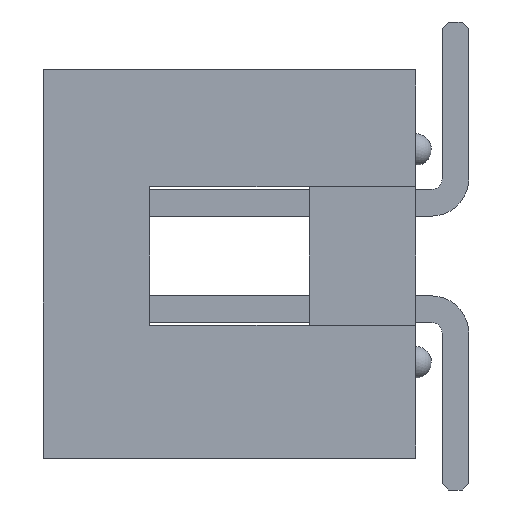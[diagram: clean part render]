
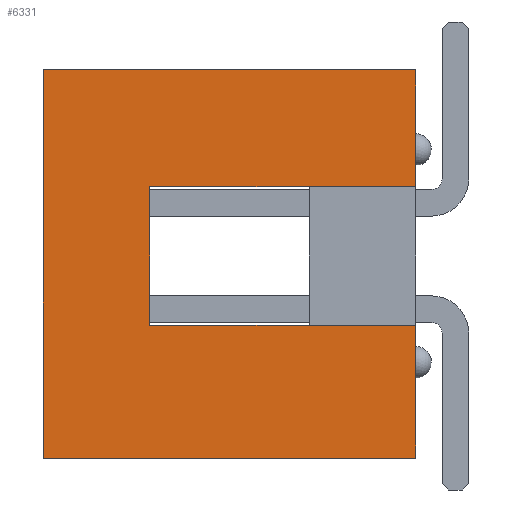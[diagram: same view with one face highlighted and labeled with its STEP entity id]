
A CAD part, left-side view. The second image highlights one B-rep face of the part: STEP entity #6331.
In plain terms, the highlighted planar face has unit normal (-1, 0, 0).
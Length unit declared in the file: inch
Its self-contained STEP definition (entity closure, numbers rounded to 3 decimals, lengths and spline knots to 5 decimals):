
#1815=ORIENTED_EDGE('',*,*,#2775,.F.);
#1816=ORIENTED_EDGE('',*,*,#2801,.F.);
#1817=ORIENTED_EDGE('',*,*,#2798,.F.);
#1818=ORIENTED_EDGE('',*,*,#2822,.F.);
#1819=ORIENTED_EDGE('',*,*,#2823,.T.);
#1820=ORIENTED_EDGE('',*,*,#2824,.T.);
#1821=ORIENTED_EDGE('',*,*,#2794,.F.);
#1822=ORIENTED_EDGE('',*,*,#2814,.F.);
#2775=EDGE_CURVE('',#3417,#3397,#4219,.T.);
#2794=EDGE_CURVE('',#3436,#3437,#4234,.T.);
#2798=EDGE_CURVE('',#3440,#3441,#4238,.T.);
#2801=EDGE_CURVE('',#3441,#3417,#4241,.T.);
#2814=EDGE_CURVE('',#3397,#3436,#4254,.T.);
#2822=EDGE_CURVE('',#3451,#3440,#4262,.T.);
#2823=EDGE_CURVE('',#3451,#3452,#4263,.T.);
#2824=EDGE_CURVE('',#3452,#3437,#4264,.T.);
#3397=VERTEX_POINT('',#10005);
#3417=VERTEX_POINT('',#10046);
#3436=VERTEX_POINT('',#10085);
#3437=VERTEX_POINT('',#10087);
#3440=VERTEX_POINT('',#10093);
#3441=VERTEX_POINT('',#10095);
#3451=VERTEX_POINT('',#10137);
#3452=VERTEX_POINT('',#10139);
#4219=LINE('',#10047,#5057);
#4234=LINE('',#10086,#5072);
#4238=LINE('',#10094,#5076);
#4241=LINE('',#10099,#5079);
#4254=LINE('',#10122,#5092);
#4262=LINE('',#10136,#5100);
#4263=LINE('',#10138,#5101);
#4264=LINE('',#10140,#5102);
#5057=VECTOR('',#8226,39.37008);
#5072=VECTOR('',#8251,39.37008);
#5076=VECTOR('',#8255,39.37008);
#5079=VECTOR('',#8260,39.37008);
#5092=VECTOR('',#8283,39.37008);
#5100=VECTOR('',#8295,39.37008);
#5101=VECTOR('',#8296,39.37008);
#5102=VECTOR('',#8297,39.37008);
#5427=EDGE_LOOP('',(#1815,#1816,#1817,#1818,#1819,#1820,#1821,#1822));
#5743=FACE_BOUND('',#5427,.T.);
#6023=PLANE('',#6763);
#6331=ADVANCED_FACE('',(#5743),#6023,.F.);
#6763=AXIS2_PLACEMENT_3D('',#10135,#8293,#8294);
#8226=DIRECTION('',(0.,0.,1.));
#8251=DIRECTION('',(0.,0.,-1.));
#8255=DIRECTION('',(0.,0.,-1.));
#8260=DIRECTION('',(0.,1.,0.));
#8283=DIRECTION('',(0.,-1.,0.));
#8293=DIRECTION('',(1.,0.,0.));
#8294=DIRECTION('',(0.,0.,-1.));
#8295=DIRECTION('',(0.,-1.,0.));
#8296=DIRECTION('',(0.,0.,1.));
#8297=DIRECTION('',(0.,-1.,0.));
#10005=CARTESIAN_POINT('',(-0.55,0.35,0.175));
#10046=CARTESIAN_POINT('',(-0.55,0.35,-0.19));
#10047=CARTESIAN_POINT('',(-0.55,0.35,-0.19));
#10085=CARTESIAN_POINT('',(-0.55,0.,0.175));
#10086=CARTESIAN_POINT('',(-0.55,0.,0.175));
#10087=CARTESIAN_POINT('',(-0.55,0.,0.065));
#10093=CARTESIAN_POINT('',(-0.55,0.,-0.065));
#10094=CARTESIAN_POINT('',(-0.55,0.,0.175));
#10095=CARTESIAN_POINT('',(-0.55,0.,-0.19));
#10099=CARTESIAN_POINT('',(-0.55,0.,-0.19));
#10122=CARTESIAN_POINT('',(-0.55,0.35,0.175));
#10135=CARTESIAN_POINT('',(-0.55,0.,0.));
#10136=CARTESIAN_POINT('',(-0.55,0.25,-0.065));
#10137=CARTESIAN_POINT('',(-0.55,0.25,-0.065));
#10138=CARTESIAN_POINT('',(-0.55,0.25,0.));
#10139=CARTESIAN_POINT('',(-0.55,0.25,0.065));
#10140=CARTESIAN_POINT('',(-0.55,0.25,0.065));
